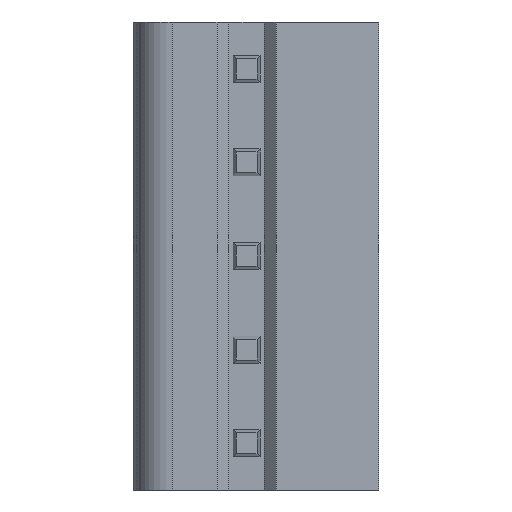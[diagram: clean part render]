
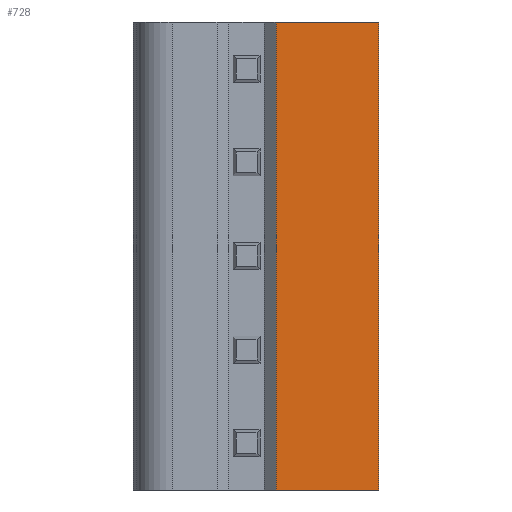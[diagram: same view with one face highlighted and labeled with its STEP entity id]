
A CAD part, front view. The second image highlights one B-rep face of the part: STEP entity #728.
In plain terms, the highlighted planar face has unit normal (0, -1, 0).
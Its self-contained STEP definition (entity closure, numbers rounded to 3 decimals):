
#5 = VERTEX_POINT ( 'NONE', #3965 ) ;
#11 = EDGE_CURVE ( 'NONE', #3719, #5, #2894, .T. ) ;
#124 = EDGE_CURVE ( 'NONE', #5, #3457, #734, .T. ) ;
#209 = DIRECTION ( 'NONE',  ( 1., 0., 0. ) ) ;
#431 = ORIENTED_EDGE ( 'NONE', *, *, #11, .F. ) ;
#444 = VERTEX_POINT ( 'NONE', #2226 ) ;
#594 = CARTESIAN_POINT ( 'NONE',  ( -4.35, 0., 0. ) ) ;
#728 = ADVANCED_FACE ( 'NONE', ( #1852 ), #1079, .T. ) ;
#734 = LINE ( 'NONE', #4715, #4227 ) ;
#905 = ORIENTED_EDGE ( 'NONE', *, *, #2888, .T. ) ;
#957 = DIRECTION ( 'NONE',  ( 0., 0., -1. ) ) ;
#1079 = PLANE ( 'NONE',  #4800 ) ;
#1156 = VECTOR ( 'NONE', #209, 1000. ) ;
#1317 = EDGE_LOOP ( 'NONE', ( #3422, #2302, #431, #905 ) ) ;
#1333 = CARTESIAN_POINT ( 'NONE',  ( -8.25, 0., -19.8 ) ) ;
#1370 = DIRECTION ( 'NONE',  ( 0., 0., -1. ) ) ;
#1722 = EDGE_CURVE ( 'NONE', #444, #3457, #2583, .T. ) ;
#1735 = CARTESIAN_POINT ( 'NONE',  ( -8.25, 0., 0. ) ) ;
#1852 = FACE_OUTER_BOUND ( 'NONE', #1317, .T. ) ;
#1932 = CARTESIAN_POINT ( 'NONE',  ( 0., 0., -19.8 ) ) ;
#2069 = LINE ( 'NONE', #2546, #3476 ) ;
#2226 = CARTESIAN_POINT ( 'NONE',  ( -4.35, 0., -19.8 ) ) ;
#2302 = ORIENTED_EDGE ( 'NONE', *, *, #124, .F. ) ;
#2462 = VECTOR ( 'NONE', #2822, 1000. ) ;
#2546 = CARTESIAN_POINT ( 'NONE',  ( -4.35, 0., -19.8 ) ) ;
#2583 = LINE ( 'NONE', #1333, #2462 ) ;
#2822 = DIRECTION ( 'NONE',  ( 1., 0., 0. ) ) ;
#2888 = EDGE_CURVE ( 'NONE', #3719, #444, #2069, .T. ) ;
#2894 = LINE ( 'NONE', #1735, #1156 ) ;
#3052 = CARTESIAN_POINT ( 'NONE',  ( 0., 0., -19.8 ) ) ;
#3422 = ORIENTED_EDGE ( 'NONE', *, *, #1722, .T. ) ;
#3457 = VERTEX_POINT ( 'NONE', #1932 ) ;
#3476 = VECTOR ( 'NONE', #1370, 1000. ) ;
#3719 = VERTEX_POINT ( 'NONE', #594 ) ;
#3773 = DIRECTION ( 'NONE',  ( 0., 0., -1. ) ) ;
#3965 = CARTESIAN_POINT ( 'NONE',  ( 0., 0., 0. ) ) ;
#4227 = VECTOR ( 'NONE', #957, 1000. ) ;
#4497 = DIRECTION ( 'NONE',  ( 0., -1., 0. ) ) ;
#4715 = CARTESIAN_POINT ( 'NONE',  ( 0., 0., -19.8 ) ) ;
#4800 = AXIS2_PLACEMENT_3D ( 'NONE', #3052, #4497, #3773 ) ;
